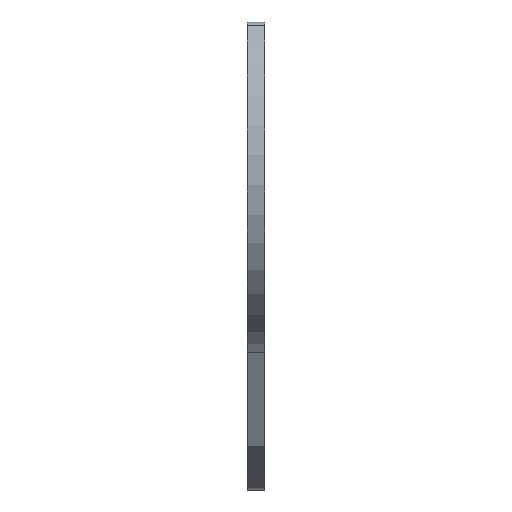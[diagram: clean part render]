
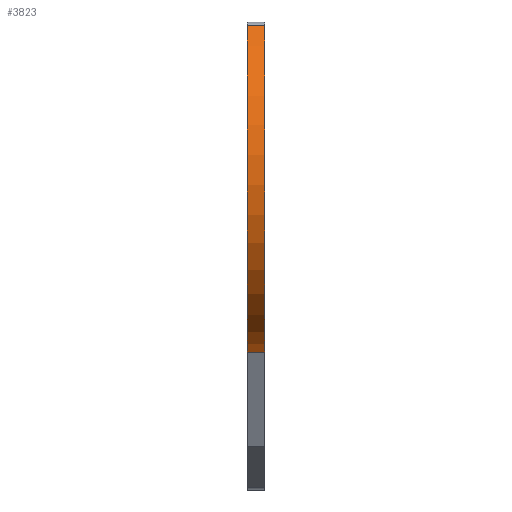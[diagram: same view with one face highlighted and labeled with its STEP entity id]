
A CAD part, left-side view. The second image highlights one B-rep face of the part: STEP entity #3823.
In plain terms, the highlighted cylindrical face has radius 66.675 mm (diameter 133.35 mm), a partial arc.
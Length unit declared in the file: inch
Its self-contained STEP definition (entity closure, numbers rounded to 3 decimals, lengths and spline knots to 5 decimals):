
#334 = CYLINDRICAL_SURFACE ( 'NONE', #2112, 2.625 ) ;
#407 = DIRECTION ( 'NONE',  ( 0., 0., -1. ) ) ;
#478 = ORIENTED_EDGE ( 'NONE', *, *, #4228, .F. ) ;
#647 = DIRECTION ( 'NONE',  ( 0., -1., 0. ) ) ;
#846 = EDGE_LOOP ( 'NONE', ( #478, #2663, #2807, #1534 ) ) ;
#1081 = VERTEX_POINT ( 'NONE', #4011 ) ;
#1355 = CARTESIAN_POINT ( 'NONE',  ( -0.47565, 0.25, -2.58155 ) ) ;
#1419 = CARTESIAN_POINT ( 'NONE',  ( -1.61118, 0.25, 2.07237 ) ) ;
#1534 = ORIENTED_EDGE ( 'NONE', *, *, #1571, .F. ) ;
#1541 = VECTOR ( 'NONE', #3016, 39.37008 ) ;
#1571 = EDGE_CURVE ( 'NONE', #1081, #2435, #2275, .T. ) ;
#1581 = CARTESIAN_POINT ( 'NONE',  ( -0.47565, 0., -2.58155 ) ) ;
#1627 = VERTEX_POINT ( 'NONE', #1419 ) ;
#1663 = VECTOR ( 'NONE', #2865, 39.37008 ) ;
#1756 = DIRECTION ( 'NONE',  ( 0., 0., -1. ) ) ;
#1947 = EDGE_CURVE ( 'NONE', #1627, #3240, #3982, .T. ) ;
#1990 = CARTESIAN_POINT ( 'NONE',  ( 0., 0., 0. ) ) ;
#2083 = EDGE_CURVE ( 'NONE', #1627, #2435, #3941, .T. ) ;
#2112 = AXIS2_PLACEMENT_3D ( 'NONE', #3565, #647, #1756 ) ;
#2114 = FACE_OUTER_BOUND ( 'NONE', #846, .T. ) ;
#2274 = CARTESIAN_POINT ( 'NONE',  ( 0., 0.25, 0. ) ) ;
#2275 = LINE ( 'NONE', #1581, #1541 ) ;
#2435 = VERTEX_POINT ( 'NONE', #1355 ) ;
#2660 = DIRECTION ( 'NONE',  ( 0., -1., 0. ) ) ;
#2663 = ORIENTED_EDGE ( 'NONE', *, *, #1947, .F. ) ;
#2807 = ORIENTED_EDGE ( 'NONE', *, *, #2083, .T. ) ;
#2865 = DIRECTION ( 'NONE',  ( 0., -1., 0. ) ) ;
#3016 = DIRECTION ( 'NONE',  ( 0., 1., 0. ) ) ;
#3240 = VERTEX_POINT ( 'NONE', #3319 ) ;
#3319 = CARTESIAN_POINT ( 'NONE',  ( -1.61118, 0., 2.07237 ) ) ;
#3439 = CIRCLE ( 'NONE', #3664, 2.625 ) ;
#3565 = CARTESIAN_POINT ( 'NONE',  ( 0., 0.25, 0. ) ) ;
#3574 = CARTESIAN_POINT ( 'NONE',  ( -1.61118, 0.25, 2.07237 ) ) ;
#3664 = AXIS2_PLACEMENT_3D ( 'NONE', #1990, #4370, #407 ) ;
#3823 = ADVANCED_FACE ( 'NONE', ( #2114 ), #334, .T. ) ;
#3941 = CIRCLE ( 'NONE', #4403, 2.625 ) ;
#3982 = LINE ( 'NONE', #3574, #1663 ) ;
#4011 = CARTESIAN_POINT ( 'NONE',  ( -0.47565, 0., -2.58155 ) ) ;
#4228 = EDGE_CURVE ( 'NONE', #3240, #1081, #3439, .T. ) ;
#4370 = DIRECTION ( 'NONE',  ( 0., -1., 0. ) ) ;
#4403 = AXIS2_PLACEMENT_3D ( 'NONE', #2274, #2660, #4435 ) ;
#4435 = DIRECTION ( 'NONE',  ( 0., 0., -1. ) ) ;
